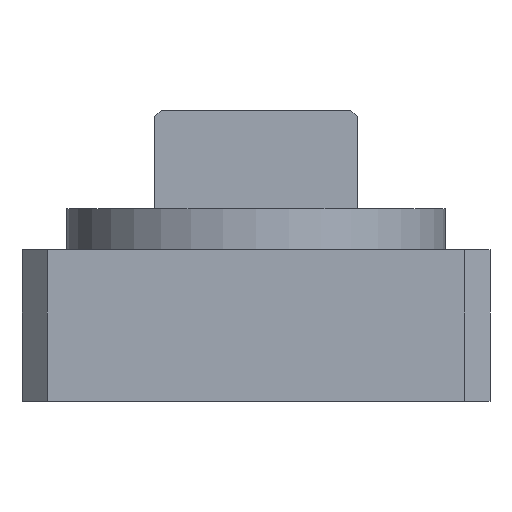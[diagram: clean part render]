
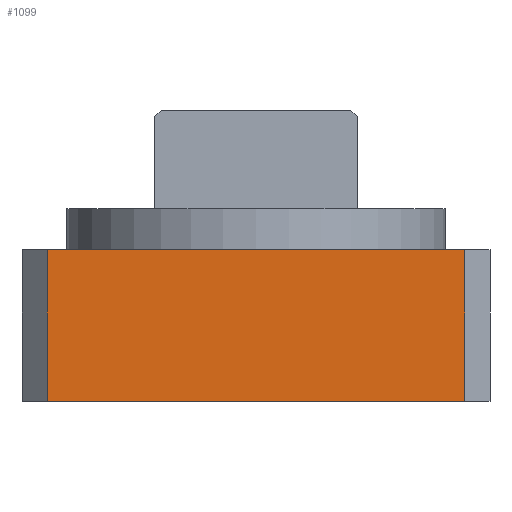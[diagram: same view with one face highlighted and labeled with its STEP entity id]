
A CAD part, front view. The second image highlights one B-rep face of the part: STEP entity #1099.
In plain terms, the highlighted planar face has unit normal (0, -1, 0).
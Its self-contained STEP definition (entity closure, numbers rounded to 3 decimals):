
#90=LINE('',#1903,#170);
#95=LINE('',#1913,#175);
#103=LINE('',#1928,#183);
#112=LINE('',#1950,#192);
#170=VECTOR('',#1568,10.);
#175=VECTOR('',#1575,10.);
#183=VECTOR('',#1589,10.);
#192=VECTOR('',#1616,10.);
#295=FACE_OUTER_BOUND('',#376,.T.);
#376=EDGE_LOOP('',(#974,#975,#976,#977));
#541=VERTEX_POINT('',#1896);
#544=VERTEX_POINT('',#1901);
#548=VERTEX_POINT('',#1911);
#552=VERTEX_POINT('',#1926);
#678=EDGE_CURVE('',#544,#541,#90,.T.);
#683=EDGE_CURVE('',#544,#548,#95,.T.);
#691=EDGE_CURVE('',#552,#548,#103,.T.);
#702=EDGE_CURVE('',#541,#552,#112,.T.);
#974=ORIENTED_EDGE('',*,*,#678,.F.);
#975=ORIENTED_EDGE('',*,*,#683,.T.);
#976=ORIENTED_EDGE('',*,*,#691,.F.);
#977=ORIENTED_EDGE('',*,*,#702,.F.);
#1042=PLANE('',#1283);
#1099=ADVANCED_FACE('',(#295),#1042,.T.);
#1283=AXIS2_PLACEMENT_3D('',#1949,#1614,#1615);
#1568=DIRECTION('',(0.,0.,1.));
#1575=DIRECTION('',(1.,0.,0.));
#1589=DIRECTION('',(0.,0.,-1.));
#1614=DIRECTION('center_axis',(0.,-1.,0.));
#1615=DIRECTION('ref_axis',(1.,0.,0.));
#1616=DIRECTION('',(1.,0.,0.));
#1896=CARTESIAN_POINT('',(-16.5,-17.,12.));
#1901=CARTESIAN_POINT('',(-16.5,-17.,0.));
#1903=CARTESIAN_POINT('',(-16.5,-17.,0.));
#1911=CARTESIAN_POINT('',(16.5,-17.,0.));
#1913=CARTESIAN_POINT('',(-18.5,-17.,0.));
#1926=CARTESIAN_POINT('',(16.5,-17.,12.));
#1928=CARTESIAN_POINT('',(16.5,-17.,0.));
#1949=CARTESIAN_POINT('Origin',(-18.5,-17.,0.));
#1950=CARTESIAN_POINT('',(-18.5,-17.,12.));
